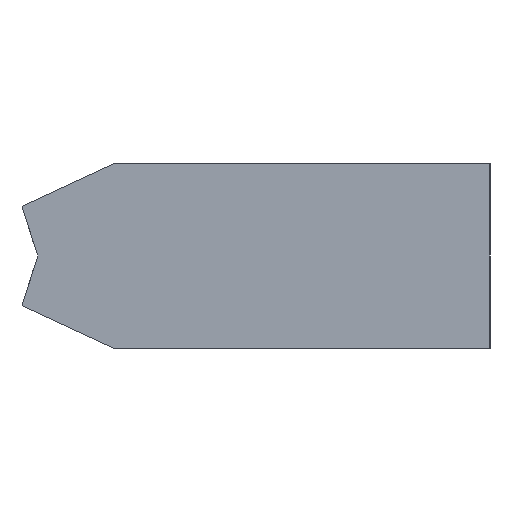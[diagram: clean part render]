
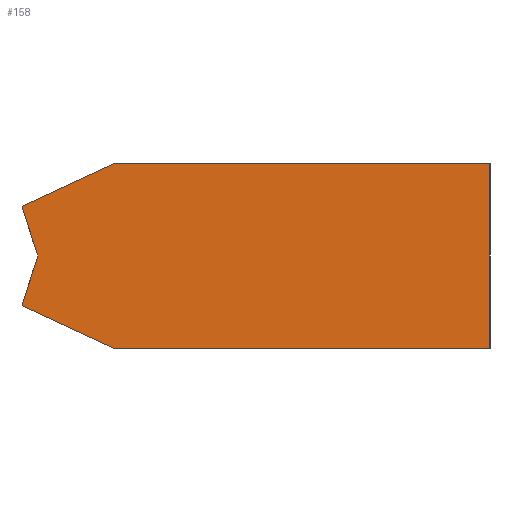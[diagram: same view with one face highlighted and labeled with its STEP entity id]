
A CAD part, left-side view. The second image highlights one B-rep face of the part: STEP entity #158.
In plain terms, the highlighted planar face has unit normal (-1, 0, 0).
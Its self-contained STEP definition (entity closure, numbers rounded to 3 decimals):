
#158 = ADVANCED_FACE( '', ( #366 ), #367, .F. );
#366 = FACE_OUTER_BOUND( '', #574, .T. );
#367 = PLANE( '', #575 );
#574 = EDGE_LOOP( '', ( #1230, #1231, #1232, #1233, #1234, #1235, #1236 ) );
#575 = AXIS2_PLACEMENT_3D( '', #1237, #1238, #1239 );
#1230 = ORIENTED_EDGE( '', *, *, #1445, .F. );
#1231 = ORIENTED_EDGE( '', *, *, #1434, .F. );
#1232 = ORIENTED_EDGE( '', *, *, #1437, .F. );
#1233 = ORIENTED_EDGE( '', *, *, #1380, .F. );
#1234 = ORIENTED_EDGE( '', *, *, #1367, .F. );
#1235 = ORIENTED_EDGE( '', *, *, #1440, .F. );
#1236 = ORIENTED_EDGE( '', *, *, #1443, .F. );
#1237 = CARTESIAN_POINT( '', ( 0., 0., 0. ) );
#1238 = DIRECTION( '', ( 1., 0., 0. ) );
#1239 = DIRECTION( '', ( 0., 0., -1. ) );
#1367 = EDGE_CURVE( '', #1694, #1696, #1697, .T. );
#1380 = EDGE_CURVE( '', #1696, #1710, #1711, .T. );
#1434 = EDGE_CURVE( '', #1767, #1769, #1770, .T. );
#1437 = EDGE_CURVE( '', #1710, #1767, #1773, .T. );
#1440 = EDGE_CURVE( '', #1776, #1694, #1778, .T. );
#1443 = EDGE_CURVE( '', #1781, #1776, #1783, .T. );
#1445 = EDGE_CURVE( '', #1769, #1781, #1785, .T. );
#1694 = VERTEX_POINT( '', #2096 );
#1696 = VERTEX_POINT( '', #2099 );
#1697 = LINE( '', #2100, #2101 );
#1710 = VERTEX_POINT( '', #2119 );
#1711 = LINE( '', #2120, #2121 );
#1767 = VERTEX_POINT( '', #2180 );
#1769 = VERTEX_POINT( '', #2183 );
#1770 = LINE( '', #2184, #2185 );
#1773 = LINE( '', #2190, #2191 );
#1776 = VERTEX_POINT( '', #2195 );
#1778 = LINE( '', #2198, #2199 );
#1781 = VERTEX_POINT( '', #2203 );
#1783 = LINE( '', #2206, #2207 );
#1785 = LINE( '', #2210, #2211 );
#2096 = CARTESIAN_POINT( '', ( 0., 50.727, -5.4 ) );
#2099 = CARTESIAN_POINT( '', ( 0., 49.024, 0. ) );
#2100 = CARTESIAN_POINT( '', ( 0., 50.727, -5.4 ) );
#2101 = VECTOR( '', #2467, 1. );
#2119 = CARTESIAN_POINT( '', ( 0., 50.727, 5.4 ) );
#2120 = CARTESIAN_POINT( '', ( 0., 49.024, 0. ) );
#2121 = VECTOR( '', #2494, 1. );
#2180 = CARTESIAN_POINT( '', ( 0., 40.862, 10. ) );
#2183 = CARTESIAN_POINT( '', ( 0., 0., 10. ) );
#2184 = CARTESIAN_POINT( '', ( 0., 40.862, 10. ) );
#2185 = VECTOR( '', #2646, 1. );
#2190 = CARTESIAN_POINT( '', ( 0., 50.727, 5.4 ) );
#2191 = VECTOR( '', #2649, 1. );
#2195 = CARTESIAN_POINT( '', ( 0., 40.862, -10. ) );
#2198 = CARTESIAN_POINT( '', ( 0., 40.862, -10. ) );
#2199 = VECTOR( '', #2652, 1. );
#2203 = CARTESIAN_POINT( '', ( 0., 0., -10. ) );
#2206 = CARTESIAN_POINT( '', ( 0., 0., -10. ) );
#2207 = VECTOR( '', #2655, 1. );
#2210 = CARTESIAN_POINT( '', ( 0., 0., 10. ) );
#2211 = VECTOR( '', #2657, 1. );
#2467 = DIRECTION( '', ( 0., -0.301, 0.954 ) );
#2494 = DIRECTION( '', ( 0., 0.301, 0.954 ) );
#2646 = DIRECTION( '', ( 0., -1., 0. ) );
#2649 = DIRECTION( '', ( 0., -0.906, 0.423 ) );
#2652 = DIRECTION( '', ( 0., 0.906, 0.423 ) );
#2655 = DIRECTION( '', ( 0., 1., 0. ) );
#2657 = DIRECTION( '', ( 0., 0., -1. ) );
